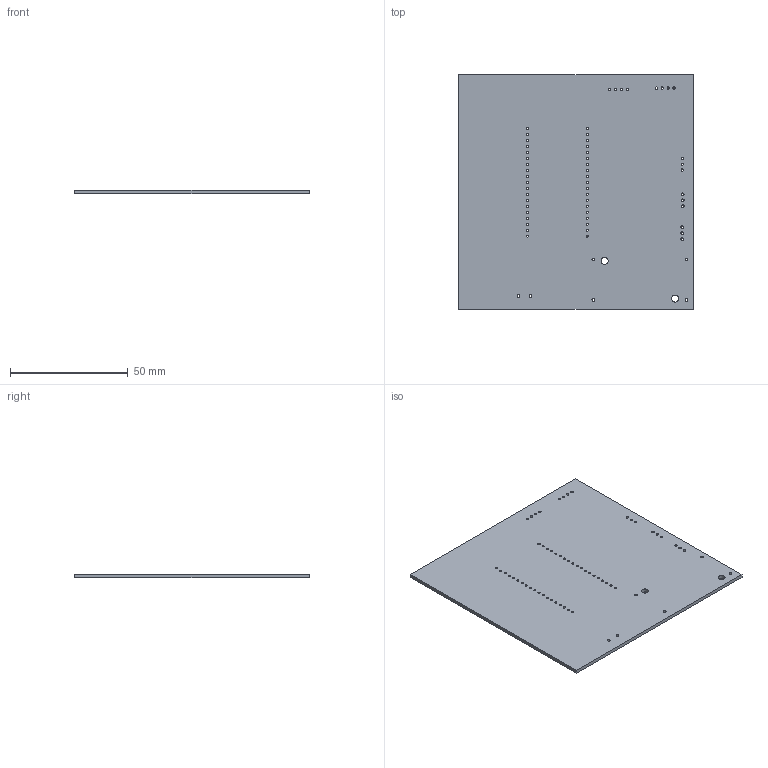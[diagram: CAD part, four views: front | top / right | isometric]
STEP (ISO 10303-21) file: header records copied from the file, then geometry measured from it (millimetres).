
FILE_DESCRIPTION(/* description */ ('KiCad electronic assembly'),/* implementation_level */ '2;1');
FILE_NAME(/* name */ 'Automated Coin Machine v1.step',/* time_stamp */ '2025-08-06T00:59:08-04:00',/* author */ (''),/* organization */ (''),/* preprocessor_version */ 'ST-DEVELOPER v20.1',/* originating_system */ 'Autodesk Translation Framework v14.10.0.0',/* authorisation */ '');
FILE_SCHEMA (('AUTOMOTIVE_DESIGN { 1 0 10303 214 3 1 1 }'));
Length unit declared in the file: millimetre
Products named in the file (2): Automated Coin Machine 1; Automated Coin Machine_PCB
Assembly tree (1 placements, depth 2):
  Automated Coin Machine 1
    Automated Coin Machine_PCB
Bounding box: 99.6 x 99.69 x 1.51 mm (x, y, z)
Volume: 14904.5 mm3; surface area: 20650.4 mm2
Topology: 1 solids, 1 shells, 69 faces, 201 edges, 134 vertices
Faces by surface type: cylinder 63, plane 6
Full cylindrical faces by diameter (mm): 0.9 x38, 1 x11, 1.1 x8, 1.2 x4, 3 x2
Entity records: 2673 total; most frequent: DIRECTION 471, CARTESIAN_POINT 407, ORIENTED_EDGE 402, EDGE_CURVE 201, AXIS2_PLACEMENT_3D 198, EDGE_LOOP 195, VERTEX_POINT 134, FACE_BOUND 126
